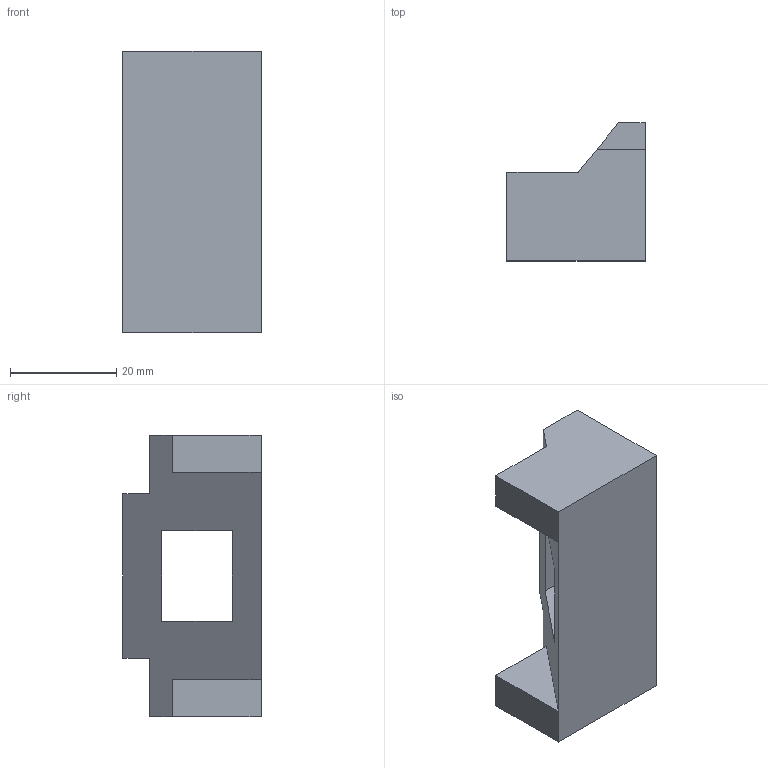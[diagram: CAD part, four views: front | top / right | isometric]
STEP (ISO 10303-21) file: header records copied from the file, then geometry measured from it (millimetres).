
FILE_DESCRIPTION(('FreeCAD Model'),'2;1');
FILE_NAME('Open CASCADE Shape Model','2022-07-19T16:15:15',(''),(''), 'Open CASCADE STEP processor 7.5','FreeCAD','Unknown');
FILE_SCHEMA(('AUTOMOTIVE_DESIGN { 1 0 10303 214 1 1 1 1 }'));
Length unit declared in the file: millimetre
Products named in the file (1): 2-Pieza-1
Bounding box: 26 x 26 x 53 mm (x, y, z)
Volume: 18507.9 mm3; surface area: 6477.5 mm2
Topology: 1 solids, 1 shells, 20 faces, 52 edges, 34 vertices
Faces by surface type: plane 20
Entity records: 1278 total; most frequent: CARTESIAN_POINT 235, DIRECTION 174, LINE 132, VECTOR 132, ORIENTED_EDGE 104, PCURVE 104, DEFINITIONAL_REPRESENTATION 104, EDGE_CURVE 52
